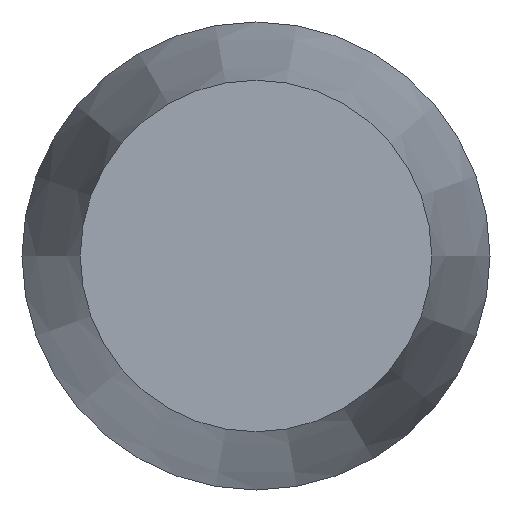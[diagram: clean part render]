
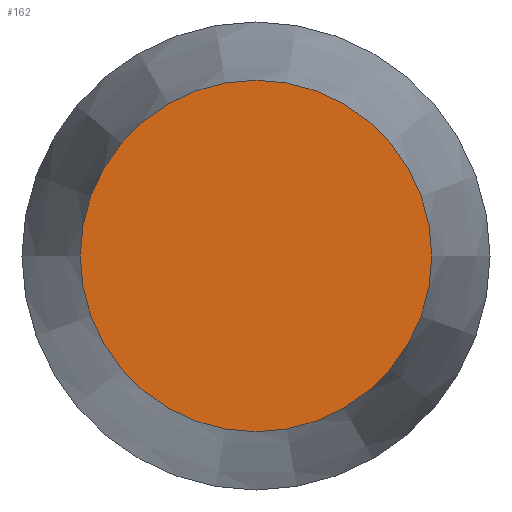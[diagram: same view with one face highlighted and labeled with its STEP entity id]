
A CAD part, left-side view. The second image highlights one B-rep face of the part: STEP entity #162.
In plain terms, the highlighted planar face has unit normal (-1, 0, 0).
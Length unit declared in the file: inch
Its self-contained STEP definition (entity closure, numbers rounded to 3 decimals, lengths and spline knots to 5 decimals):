
#18=PLANE('',#192);
#29=FACE_OUTER_BOUND('',#41,.T.);
#41=EDGE_LOOP('',(#121));
#71=CIRCLE('',#193,0.36957);
#83=VERTEX_POINT('',#281);
#97=EDGE_CURVE('',#83,#83,#71,.T.);
#121=ORIENTED_EDGE('',*,*,#97,.F.);
#162=ADVANCED_FACE('',(#29),#18,.T.);
#192=AXIS2_PLACEMENT_3D('',#280,#227,#228);
#193=AXIS2_PLACEMENT_3D('',#282,#229,#230);
#227=DIRECTION('center_axis',(-1.,0.,0.));
#228=DIRECTION('ref_axis',(0.,0.,1.));
#229=DIRECTION('center_axis',(1.,0.,0.));
#230=DIRECTION('ref_axis',(0.,0.,-1.));
#280=CARTESIAN_POINT('Origin',(-1.336,0.36957,0.));
#281=CARTESIAN_POINT('',(-1.336,-0.36957,0.));
#282=CARTESIAN_POINT('Origin',(-1.336,0.,0.));
